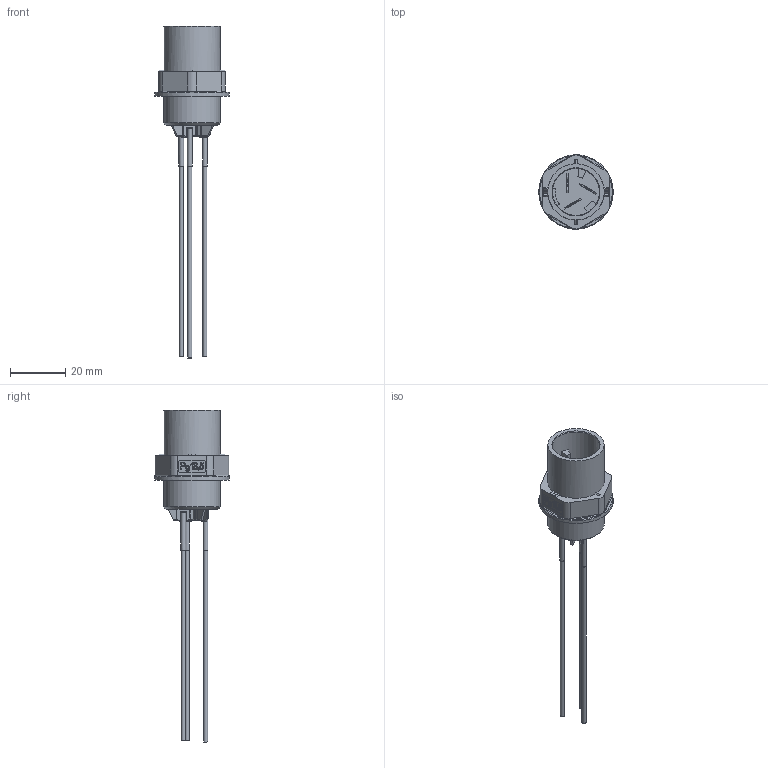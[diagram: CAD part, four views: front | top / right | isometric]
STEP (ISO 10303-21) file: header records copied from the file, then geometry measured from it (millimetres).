
FILE_DESCRIPTION(/* description */ (''),/* implementation_level */ '2;1');
FILE_NAME(/* name */ '100740564ugm000_a.stp',/* time_stamp */ '2017-09-26T12:33:51+02:00',/* author */ (''),/* organization */ (''),/* preprocessor_version */ 'ST-DEVELOPER v16',/* originating_system */ 'SIEMENS PLM Software NX 10.0',/* authorisation */ '');
FILE_SCHEMA (('AUTOMOTIVE_DESIGN { 1 0 10303 214 3 1 1 1 }'));
Length unit declared in the file: millimetre
Products named in the file (1): 100740564ugm000_a
Bounding box: 26.9 x 26.9 x 120.2 mm (x, y, z)
Volume: 8785.9 mm3; surface area: 7244.6 mm2
Topology: 1 solids, 1 shells, 526 faces, 1385 edges, 855 vertices
Faces by surface type: plane 209, cylinder 203, bspline 86, cone 16, sphere 9, torus 3
Full cylindrical faces by diameter (mm): 1.5 x3, 1.7 x3, 2 x3, 17 x1, 20.4 x2, 26.9 x1
Entity records: 19213 total; most frequent: CARTESIAN_POINT 5301, ORIENTED_EDGE 2654, DIRECTION 2512, EDGE_CURVE 1327, AXIS2_PLACEMENT_3D 915, VERTEX_POINT 845, LINE 682, VECTOR 682
